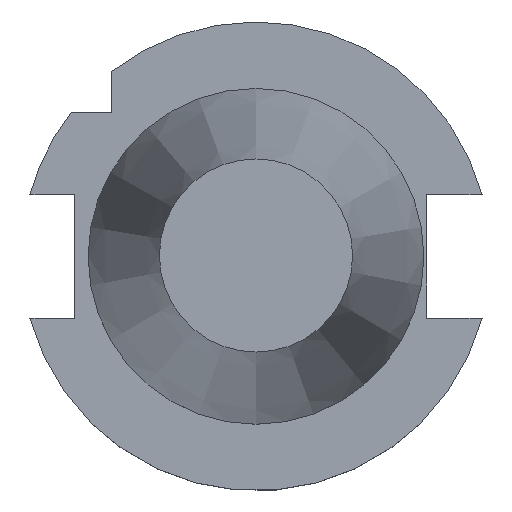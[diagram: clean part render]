
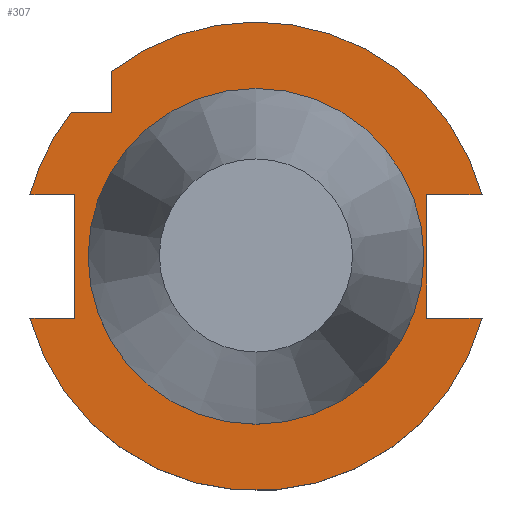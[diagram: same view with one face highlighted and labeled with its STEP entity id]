
A CAD part, top view. The second image highlights one B-rep face of the part: STEP entity #307.
In plain terms, the highlighted planar face has unit normal (0, 0, 1).
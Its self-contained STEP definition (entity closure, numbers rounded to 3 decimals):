
#172=EDGE_CURVE('240[2]',#530,#530,#531,.T.);
#223=EDGE_CURVE('240[2]',#616,#617,#618,.T.);
#307=ADVANCED_FACE('240[2]',(#738,#739),#740,.T.);
#344=EDGE_CURVE('240[2]',#548,#604,#789,.T.);
#363=EDGE_CURVE('240[2]',#813,#604,#814,.T.);
#378=EDGE_CURVE('240[2]',#835,#836,#837,.T.);
#410=EDGE_CURVE('240[2]',#617,#754,#877,.T.);
#438=EDGE_CURVE('240[2]',#824,#858,#912,.T.);
#440=EDGE_CURVE('240[2]',#585,#813,#914,.T.);
#442=EDGE_CURVE('240[2]',#824,#754,#916,.T.);
#473=EDGE_CURVE('240[2]',#548,#616,#955,.T.);
#479=EDGE_CURVE('240[2]',#858,#836,#961,.T.);
#500=EDGE_CURVE('240[2]',#835,#585,#987,.T.);
#530=VERTEX_POINT('',#1011);
#531=CIRCLE('',#1012,34.925);
#548=VERTEX_POINT('',#1036);
#585=VERTEX_POINT('',#1097);
#604=VERTEX_POINT('',#1123);
#616=VERTEX_POINT('',#1148);
#617=VERTEX_POINT('',#1149);
#618=LINE('',#1150,#1151);
#738=FACE_BOUND('',#1479,.T.);
#739=FACE_OUTER_BOUND('',#1480,.T.);
#740=PLANE('',#1481);
#754=VERTEX_POINT('',#1501);
#789=CIRCLE('',#1552,48.75);
#813=VERTEX_POINT('',#1595);
#814=LINE('',#1596,#1597);
#824=VERTEX_POINT('',#1621);
#835=VERTEX_POINT('',#1636);
#836=VERTEX_POINT('',#1637);
#837=CIRCLE('',#1638,48.75);
#858=VERTEX_POINT('',#1665);
#877=LINE('',#1713,#1714);
#912=LINE('',#1762,#1763);
#914=LINE('',#1766,#1767);
#916=CIRCLE('',#1770,48.75);
#955=LINE('',#1827,#1828);
#961=LINE('',#1847,#1848);
#987=LINE('',#1894,#1895);
#1011=CARTESIAN_POINT('',(0.,34.925,-3.2));
#1012=AXIS2_PLACEMENT_3D('',#1920,#1921,#1922);
#1036=CARTESIAN_POINT('',(47.026,-12.85,-3.2));
#1097=CARTESIAN_POINT('',(-37.7,12.85,-3.2));
#1123=CARTESIAN_POINT('',(-47.026,-12.85,-3.2));
#1148=CARTESIAN_POINT('',(35.5,-12.85,-3.2));
#1149=CARTESIAN_POINT('',(35.5,12.85,-3.2));
#1150=CARTESIAN_POINT('',(35.5,20.919,-3.2));
#1151=VECTOR('',#1985,1.0);
#1479=EDGE_LOOP('',(#2132));
#1480=EDGE_LOOP('',(#2133,#2134,#2135,#2136,#2137,#2138,#2139,#2140,#2141,#2142,#2143));
#1481=AXIS2_PLACEMENT_3D('',#2144,#2145,#2146);
#1501=CARTESIAN_POINT('',(47.026,12.85,-3.2));
#1552=AXIS2_PLACEMENT_3D('',#2211,#2212,#2213);
#1595=CARTESIAN_POINT('',(-37.7,-12.85,-3.2));
#1596=CARTESIAN_POINT('',(-21.972,-12.85,-3.2));
#1597=VECTOR('',#2247,1.0);
#1621=CARTESIAN_POINT('',(-30.0,38.426,-3.2));
#1636=CARTESIAN_POINT('',(-47.026,12.85,-3.2));
#1637=CARTESIAN_POINT('',(-38.426,30.0,-3.2));
#1638=AXIS2_PLACEMENT_3D('',#2264,#2265,#2266);
#1665=CARTESIAN_POINT('',(-30.0,30.0,-3.2));
#1713=CARTESIAN_POINT('',(21.422,12.85,-3.2));
#1714=VECTOR('',#2312,1.0);
#1762=CARTESIAN_POINT('',(-30.0,38.978,-3.2));
#1763=VECTOR('',#2368,1.0);
#1766=CARTESIAN_POINT('',(-37.7,20.919,-3.2));
#1767=VECTOR('',#2369,1.0);
#1770=AXIS2_PLACEMENT_3D('',#2370,#2371,#2372);
#1827=CARTESIAN_POINT('',(21.422,-12.85,-3.2));
#1828=VECTOR('',#2421,1.0);
#1847=CARTESIAN_POINT('',(-18.059,30.0,-3.2));
#1848=VECTOR('',#2423,1.0);
#1894=CARTESIAN_POINT('',(-21.972,12.85,-3.2));
#1895=VECTOR('',#2452,1.0);
#1920=CARTESIAN_POINT('',(0.,0.,-3.2));
#1921=DIRECTION('',(0.,0.,-1.0));
#1922=DIRECTION('',(0.,1.0,0.));
#1985=DIRECTION('',(0.0,1.0,0.));
#2132=ORIENTED_EDGE('',*,*,#172,.T.);
#2133=ORIENTED_EDGE('',*,*,#438,.T.);
#2134=ORIENTED_EDGE('',*,*,#479,.T.);
#2135=ORIENTED_EDGE('',*,*,#378,.F.);
#2136=ORIENTED_EDGE('',*,*,#500,.T.);
#2137=ORIENTED_EDGE('',*,*,#440,.T.);
#2138=ORIENTED_EDGE('',*,*,#363,.T.);
#2139=ORIENTED_EDGE('',*,*,#344,.F.);
#2140=ORIENTED_EDGE('',*,*,#473,.T.);
#2141=ORIENTED_EDGE('',*,*,#223,.T.);
#2142=ORIENTED_EDGE('',*,*,#410,.T.);
#2143=ORIENTED_EDGE('',*,*,#442,.F.);
#2144=CARTESIAN_POINT('',(0.,41.838,-3.2));
#2145=DIRECTION('',(0.,0.,1.0));
#2146=DIRECTION('',(0.,-1.0,0.));
#2211=CARTESIAN_POINT('',(0.,0.,-3.2));
#2212=DIRECTION('',(0.,0.,-1.0));
#2213=DIRECTION('',(0.,1.0,0.));
#2247=DIRECTION('',(-1.0,0.,0.));
#2264=CARTESIAN_POINT('',(0.,0.,-3.2));
#2265=DIRECTION('',(0.,0.,-1.0));
#2266=DIRECTION('',(0.,1.0,0.));
#2312=DIRECTION('',(1.0,0.,0.));
#2368=DIRECTION('',(0.0,-1.0,0.));
#2369=DIRECTION('',(0.0,-1.0,0.));
#2370=CARTESIAN_POINT('',(0.,0.,-3.2));
#2371=DIRECTION('',(0.,0.,-1.0));
#2372=DIRECTION('',(0.,1.0,0.));
#2421=DIRECTION('',(-1.0,0.,0.));
#2423=DIRECTION('',(-1.0,0.0,0.));
#2452=DIRECTION('',(1.0,0.,0.));
